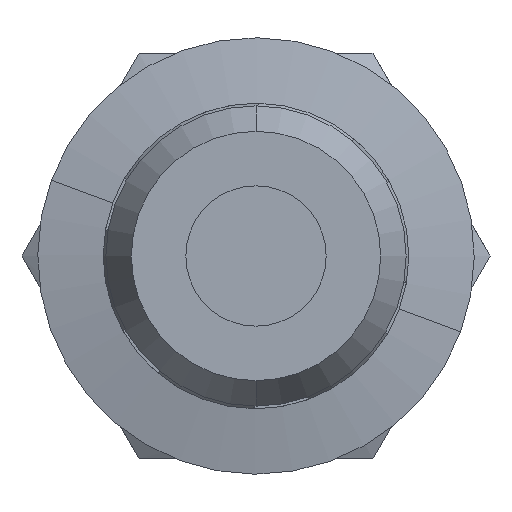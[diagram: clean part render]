
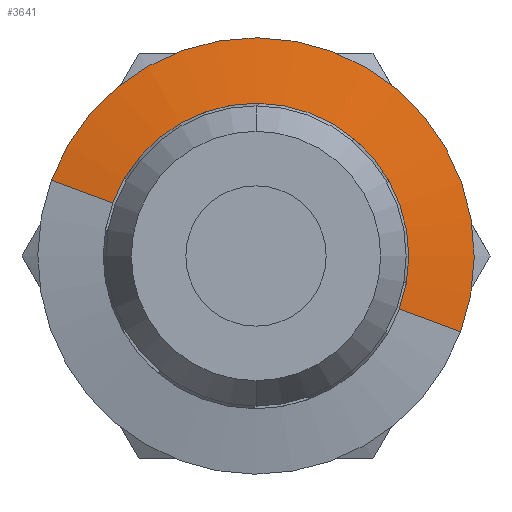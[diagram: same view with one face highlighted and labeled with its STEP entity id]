
A CAD part, front view. The second image highlights one B-rep face of the part: STEP entity #3641.
In plain terms, the highlighted conical face has half-angle 79.216 degrees and reference radius 7 mm.
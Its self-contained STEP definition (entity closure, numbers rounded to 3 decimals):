
#535 = CIRCLE ( 'NONE', #2771, 4.9 ) ;
#536 = LINE ( 'NONE', #1565, #540 ) ;
#537 = LINE ( 'NONE', #1561, #538 ) ;
#538 = VECTOR ( 'NONE', #1554, 1000. ) ;
#540 = VECTOR ( 'NONE', #1566, 1000. ) ;
#586 = FACE_OUTER_BOUND ( 'NONE', #2897, .T. ) ;
#594 = CONICAL_SURFACE ( 'NONE', #2809, 7., 1.383 ) ;
#652 = VERTEX_POINT ( 'NONE', #2481 ) ;
#653 = VERTEX_POINT ( 'NONE', #2482 ) ;
#899 = CARTESIAN_POINT ( 'NONE',  ( 6.565, 4.8, -2.43 ) ) ;
#901 = CARTESIAN_POINT ( 'NONE',  ( -6.565, 4.8, 2.43 ) ) ;
#953 = CARTESIAN_POINT ( 'NONE',  ( 0., 4.8, 0. ) ) ;
#954 = DIRECTION ( 'NONE',  ( 0., 1., 0. ) ) ;
#962 = DIRECTION ( 'NONE',  ( -0.938, 0., 0.347 ) ) ;
#1551 = CARTESIAN_POINT ( 'NONE',  ( 0., 4.8, 0. ) ) ;
#1552 = DIRECTION ( 'NONE',  ( 0., 1., 0. ) ) ;
#1553 = DIRECTION ( 'NONE',  ( -0.938, 0., 0.347 ) ) ;
#1554 = DIRECTION ( 'NONE',  ( 0.921, 0.187, -0.341 ) ) ;
#1561 = CARTESIAN_POINT ( 'NONE',  ( 6.565, 4.8, -2.43 ) ) ;
#1562 = CARTESIAN_POINT ( 'NONE',  ( 0., 4.4, 0. ) ) ;
#1563 = DIRECTION ( 'NONE',  ( 0., 1., 0. ) ) ;
#1564 = DIRECTION ( 'NONE',  ( -0.938, 0., 0.347 ) ) ;
#1565 = CARTESIAN_POINT ( 'NONE',  ( -6.565, 4.8, 2.43 ) ) ;
#1566 = DIRECTION ( 'NONE',  ( -0.921, 0.187, 0.341 ) ) ;
#2481 = CARTESIAN_POINT ( 'NONE',  ( 4.595, 4.4, -1.701 ) ) ;
#2482 = CARTESIAN_POINT ( 'NONE',  ( -4.595, 4.4, 1.701 ) ) ;
#2769 = AXIS2_PLACEMENT_3D ( 'NONE', #1551, #1552, #1553 ) ;
#2771 = AXIS2_PLACEMENT_3D ( 'NONE', #1562, #1563, #1564 ) ;
#2809 = AXIS2_PLACEMENT_3D ( 'NONE', #953, #954, #962 ) ;
#2897 = EDGE_LOOP ( 'NONE', ( #4321, #4335, #4333, #4334 ) ) ;
#3109 = CIRCLE ( 'NONE', #2769, 7. ) ;
#3352 = EDGE_CURVE ( 'NONE', #3634, #3631, #3109, .T. ) ;
#3357 = EDGE_CURVE ( 'NONE', #653, #652, #535, .T. ) ;
#3358 = EDGE_CURVE ( 'NONE', #652, #3631, #537, .T. ) ;
#3359 = EDGE_CURVE ( 'NONE', #653, #3634, #536, .T. ) ;
#3631 = VERTEX_POINT ( 'NONE', #899 ) ;
#3634 = VERTEX_POINT ( 'NONE', #901 ) ;
#3641 = ADVANCED_FACE ( 'NONE', ( #586 ), #594, .T. ) ;
#4321 = ORIENTED_EDGE ( 'NONE', *, *, #3357, .T. ) ;
#4333 = ORIENTED_EDGE ( 'NONE', *, *, #3352, .F. ) ;
#4334 = ORIENTED_EDGE ( 'NONE', *, *, #3359, .F. ) ;
#4335 = ORIENTED_EDGE ( 'NONE', *, *, #3358, .T. ) ;
